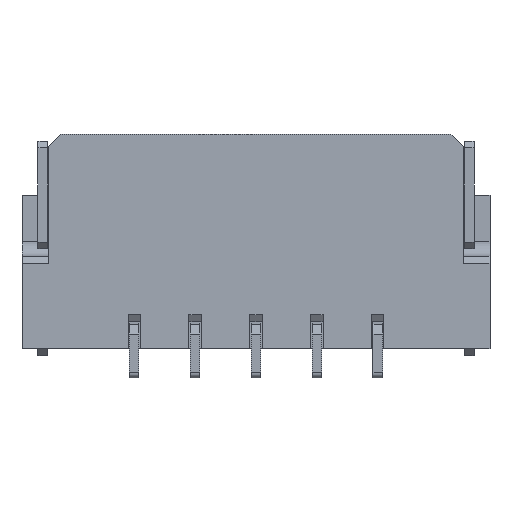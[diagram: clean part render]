
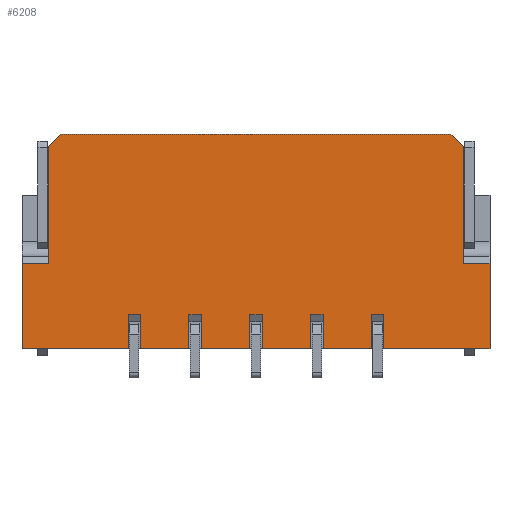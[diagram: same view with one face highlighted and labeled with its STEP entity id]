
A CAD part, front view. The second image highlights one B-rep face of the part: STEP entity #6208.
In plain terms, the highlighted planar face has unit normal (0, -1, 0).
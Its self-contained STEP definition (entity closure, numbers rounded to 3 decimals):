
#13=DIRECTION('',(1.,0.,0.));
#14=VECTOR('',#13,1.);
#15=CARTESIAN_POINT('',(-2.375,-2.725,-2.2));
#16=LINE('',#15,#14);
#29=DIRECTION('',(1.,0.,0.));
#30=VECTOR('',#29,1.);
#31=CARTESIAN_POINT('',(-1.125,-2.725,-2.2));
#32=LINE('',#31,#30);
#45=DIRECTION('',(1.,0.,0.));
#46=VECTOR('',#45,1.);
#47=CARTESIAN_POINT('',(0.125,-2.725,-2.2));
#48=LINE('',#47,#46);
#61=DIRECTION('',(1.,0.,0.));
#62=VECTOR('',#61,1.);
#63=CARTESIAN_POINT('',(1.375,-2.725,-2.2));
#64=LINE('',#63,#62);
#77=DIRECTION('',(1.,0.,0.));
#78=VECTOR('',#77,2.175);
#79=CARTESIAN_POINT('',(2.625,-2.725,-2.2));
#80=LINE('',#79,#78);
#149=DIRECTION('',(1.,0.,0.));
#150=VECTOR('',#149,2.175);
#151=CARTESIAN_POINT('',(-4.8,-2.725,-2.2));
#152=LINE('',#151,#150);
#181=DIRECTION('',(0.,0.,1.));
#182=VECTOR('',#181,0.7);
#183=CARTESIAN_POINT('',(-2.625,-2.725,-2.2));
#184=LINE('',#183,#182);
#185=DIRECTION('',(0.,0.,1.));
#186=VECTOR('',#185,1.75);
#187=CARTESIAN_POINT('',(-4.8,-2.725,-2.2));
#188=LINE('',#187,#186);
#189=DIRECTION('',(1.,0.,0.));
#190=VECTOR('',#189,0.55);
#191=CARTESIAN_POINT('',(-4.8,-2.725,-0.45));
#192=LINE('',#191,#190);
#193=DIRECTION('',(0.,0.,-1.));
#194=VECTOR('',#193,2.4);
#195=CARTESIAN_POINT('',(-4.25,-2.725,1.95));
#196=LINE('',#195,#194);
#197=DIRECTION('',(-0.707,0.,-0.707));
#198=VECTOR('',#197,0.354);
#199=CARTESIAN_POINT('',(-4.,-2.725,2.2));
#200=LINE('',#199,#198);
#201=DIRECTION('',(-0.707,0.,0.707));
#202=VECTOR('',#201,0.354);
#203=CARTESIAN_POINT('',(4.25,-2.725,1.95));
#204=LINE('',#203,#202);
#205=DIRECTION('',(0.,0.,-1.));
#206=VECTOR('',#205,2.4);
#207=CARTESIAN_POINT('',(4.25,-2.725,1.95));
#208=LINE('',#207,#206);
#209=DIRECTION('',(-1.,0.,0.));
#210=VECTOR('',#209,0.55);
#211=CARTESIAN_POINT('',(4.8,-2.725,-0.45));
#212=LINE('',#211,#210);
#213=DIRECTION('',(0.,0.,1.));
#214=VECTOR('',#213,0.7);
#215=CARTESIAN_POINT('',(2.625,-2.725,-2.2));
#216=LINE('',#215,#214);
#217=DIRECTION('',(1.,0.,0.));
#218=VECTOR('',#217,0.25);
#219=CARTESIAN_POINT('',(2.375,-2.725,-1.5));
#220=LINE('',#219,#218);
#221=DIRECTION('',(0.,0.,1.));
#222=VECTOR('',#221,0.7);
#223=CARTESIAN_POINT('',(2.375,-2.725,-2.2));
#224=LINE('',#223,#222);
#225=DIRECTION('',(0.,0.,1.));
#226=VECTOR('',#225,0.7);
#227=CARTESIAN_POINT('',(1.375,-2.725,-2.2));
#228=LINE('',#227,#226);
#229=DIRECTION('',(1.,0.,0.));
#230=VECTOR('',#229,0.25);
#231=CARTESIAN_POINT('',(1.125,-2.725,-1.5));
#232=LINE('',#231,#230);
#233=DIRECTION('',(0.,0.,1.));
#234=VECTOR('',#233,0.7);
#235=CARTESIAN_POINT('',(1.125,-2.725,-2.2));
#236=LINE('',#235,#234);
#237=DIRECTION('',(0.,0.,1.));
#238=VECTOR('',#237,0.7);
#239=CARTESIAN_POINT('',(0.125,-2.725,-2.2));
#240=LINE('',#239,#238);
#241=DIRECTION('',(1.,0.,0.));
#242=VECTOR('',#241,0.25);
#243=CARTESIAN_POINT('',(-0.125,-2.725,-1.5));
#244=LINE('',#243,#242);
#245=DIRECTION('',(0.,0.,1.));
#246=VECTOR('',#245,0.7);
#247=CARTESIAN_POINT('',(-0.125,-2.725,-2.2));
#248=LINE('',#247,#246);
#249=DIRECTION('',(0.,0.,1.));
#250=VECTOR('',#249,0.7);
#251=CARTESIAN_POINT('',(-1.125,-2.725,-2.2));
#252=LINE('',#251,#250);
#253=DIRECTION('',(1.,0.,0.));
#254=VECTOR('',#253,0.25);
#255=CARTESIAN_POINT('',(-1.375,-2.725,-1.5));
#256=LINE('',#255,#254);
#257=DIRECTION('',(0.,0.,1.));
#258=VECTOR('',#257,0.7);
#259=CARTESIAN_POINT('',(-1.375,-2.725,-2.2));
#260=LINE('',#259,#258);
#261=DIRECTION('',(0.,0.,1.));
#262=VECTOR('',#261,0.7);
#263=CARTESIAN_POINT('',(-2.375,-2.725,-2.2));
#264=LINE('',#263,#262);
#265=DIRECTION('',(1.,0.,0.));
#266=VECTOR('',#265,0.25);
#267=CARTESIAN_POINT('',(-2.625,-2.725,-1.5));
#268=LINE('',#267,#266);
#1270=DIRECTION('',(1.,0.,0.));
#1271=VECTOR('',#1270,8.);
#1272=CARTESIAN_POINT('',(-4.,-2.725,2.2));
#1273=LINE('',#1272,#1271);
#1485=DIRECTION('',(0.,0.,1.));
#1486=VECTOR('',#1485,1.75);
#1487=CARTESIAN_POINT('',(4.8,-2.725,-2.2));
#1488=LINE('',#1487,#1486);
#4573=CARTESIAN_POINT('',(4.8,-2.725,-0.45));
#4574=CARTESIAN_POINT('',(4.25,-2.725,-0.45));
#4575=VERTEX_POINT('',#4573);
#4576=VERTEX_POINT('',#4574);
#4593=CARTESIAN_POINT('',(4.8,-2.725,-2.2));
#4594=VERTEX_POINT('',#4593);
#4611=CARTESIAN_POINT('',(-4.8,-2.725,-0.45));
#4612=VERTEX_POINT('',#4611);
#4615=CARTESIAN_POINT('',(-4.25,-2.725,-0.45));
#4616=VERTEX_POINT('',#4615);
#4623=CARTESIAN_POINT('',(-4.8,-2.725,-2.2));
#4624=VERTEX_POINT('',#4623);
#4813=CARTESIAN_POINT('',(4.25,-2.725,1.95));
#4815=VERTEX_POINT('',#4813);
#4817=CARTESIAN_POINT('',(4.,-2.725,2.2));
#4818=VERTEX_POINT('',#4817);
#4825=CARTESIAN_POINT('',(-4.,-2.725,2.2));
#4826=CARTESIAN_POINT('',(-4.25,-2.725,1.95));
#4827=VERTEX_POINT('',#4825);
#4828=VERTEX_POINT('',#4826);
#5171=CARTESIAN_POINT('',(2.375,-2.725,-2.2));
#5173=VERTEX_POINT('',#5171);
#5175=CARTESIAN_POINT('',(2.625,-2.725,-2.2));
#5177=VERTEX_POINT('',#5175);
#5179=CARTESIAN_POINT('',(2.375,-2.725,-1.5));
#5180=VERTEX_POINT('',#5179);
#5181=CARTESIAN_POINT('',(2.625,-2.725,-1.5));
#5182=VERTEX_POINT('',#5181);
#5191=CARTESIAN_POINT('',(1.125,-2.725,-2.2));
#5193=VERTEX_POINT('',#5191);
#5195=CARTESIAN_POINT('',(1.375,-2.725,-2.2));
#5197=VERTEX_POINT('',#5195);
#5199=CARTESIAN_POINT('',(1.125,-2.725,-1.5));
#5200=VERTEX_POINT('',#5199);
#5201=CARTESIAN_POINT('',(1.375,-2.725,-1.5));
#5202=VERTEX_POINT('',#5201);
#5239=CARTESIAN_POINT('',(-0.125,-2.725,-2.2));
#5241=VERTEX_POINT('',#5239);
#5243=CARTESIAN_POINT('',(0.125,-2.725,-2.2));
#5245=VERTEX_POINT('',#5243);
#5247=CARTESIAN_POINT('',(-0.125,-2.725,-1.5));
#5248=VERTEX_POINT('',#5247);
#5249=CARTESIAN_POINT('',(0.125,-2.725,-1.5));
#5250=VERTEX_POINT('',#5249);
#5287=CARTESIAN_POINT('',(-1.375,-2.725,-2.2));
#5289=VERTEX_POINT('',#5287);
#5291=CARTESIAN_POINT('',(-1.125,-2.725,-2.2));
#5293=VERTEX_POINT('',#5291);
#5295=CARTESIAN_POINT('',(-1.375,-2.725,-1.5));
#5296=VERTEX_POINT('',#5295);
#5297=CARTESIAN_POINT('',(-1.125,-2.725,-1.5));
#5298=VERTEX_POINT('',#5297);
#5335=CARTESIAN_POINT('',(-2.625,-2.725,-2.2));
#5337=VERTEX_POINT('',#5335);
#5339=CARTESIAN_POINT('',(-2.375,-2.725,-2.2));
#5341=VERTEX_POINT('',#5339);
#5343=CARTESIAN_POINT('',(-2.625,-2.725,-1.5));
#5344=VERTEX_POINT('',#5343);
#5345=CARTESIAN_POINT('',(-2.375,-2.725,-1.5));
#5346=VERTEX_POINT('',#5345);
#6148=CARTESIAN_POINT('',(-4.8,-2.725,-2.2));
#6149=DIRECTION('',(0.,-1.,0.));
#6150=DIRECTION('',(1.,0.,0.));
#6151=AXIS2_PLACEMENT_3D('',#6148,#6149,#6150);
#6152=PLANE('',#6151);
#6153=ORIENTED_EDGE('',*,*,#6105,.F.);
#6154=ORIENTED_EDGE('',*,*,#6094,.F.);
#6156=ORIENTED_EDGE('',*,*,#6155,.T.);
#6158=ORIENTED_EDGE('',*,*,#6157,.T.);
#6160=ORIENTED_EDGE('',*,*,#6159,.F.);
#6162=ORIENTED_EDGE('',*,*,#6161,.F.);
#6164=ORIENTED_EDGE('',*,*,#6163,.T.);
#6166=ORIENTED_EDGE('',*,*,#6165,.F.);
#6168=ORIENTED_EDGE('',*,*,#6167,.T.);
#6170=ORIENTED_EDGE('',*,*,#6169,.F.);
#6172=ORIENTED_EDGE('',*,*,#6171,.F.);
#6173=ORIENTED_EDGE('',*,*,#6054,.F.);
#6175=ORIENTED_EDGE('',*,*,#6174,.T.);
#6177=ORIENTED_EDGE('',*,*,#6176,.F.);
#6179=ORIENTED_EDGE('',*,*,#6178,.F.);
#6180=ORIENTED_EDGE('',*,*,#6046,.F.);
#6182=ORIENTED_EDGE('',*,*,#6181,.T.);
#6184=ORIENTED_EDGE('',*,*,#6183,.F.);
#6186=ORIENTED_EDGE('',*,*,#6185,.F.);
#6187=ORIENTED_EDGE('',*,*,#6038,.F.);
#6189=ORIENTED_EDGE('',*,*,#6188,.T.);
#6191=ORIENTED_EDGE('',*,*,#6190,.F.);
#6193=ORIENTED_EDGE('',*,*,#6192,.F.);
#6194=ORIENTED_EDGE('',*,*,#6030,.F.);
#6196=ORIENTED_EDGE('',*,*,#6195,.T.);
#6198=ORIENTED_EDGE('',*,*,#6197,.F.);
#6200=ORIENTED_EDGE('',*,*,#6199,.F.);
#6201=ORIENTED_EDGE('',*,*,#6022,.F.);
#6203=ORIENTED_EDGE('',*,*,#6202,.T.);
#6205=ORIENTED_EDGE('',*,*,#6204,.F.);
#6206=EDGE_LOOP('',(#6153,#6154,#6156,#6158,#6160,#6162,#6164,#6166,#6168,#6170,
#6172,#6173,#6175,#6177,#6179,#6180,#6182,#6184,#6186,#6187,#6189,#6191,#6193,
#6194,#6196,#6198,#6200,#6201,#6203,#6205));
#6207=FACE_OUTER_BOUND('',#6206,.F.);
#6208=ADVANCED_FACE('',(#6207),#6152,.T.);
#6022=EDGE_CURVE('',#5341,#5289,#16,.T.);
#6030=EDGE_CURVE('',#5293,#5241,#32,.T.);
#6038=EDGE_CURVE('',#5245,#5193,#48,.T.);
#6046=EDGE_CURVE('',#5197,#5173,#64,.T.);
#6054=EDGE_CURVE('',#5177,#4594,#80,.T.);
#6094=EDGE_CURVE('',#4624,#5337,#152,.T.);
#6105=EDGE_CURVE('',#5337,#5344,#184,.T.);
#6155=EDGE_CURVE('',#4624,#4612,#188,.T.);
#6157=EDGE_CURVE('',#4612,#4616,#192,.T.);
#6159=EDGE_CURVE('',#4828,#4616,#196,.T.);
#6161=EDGE_CURVE('',#4827,#4828,#200,.T.);
#6163=EDGE_CURVE('',#4827,#4818,#1273,.T.);
#6165=EDGE_CURVE('',#4815,#4818,#204,.T.);
#6167=EDGE_CURVE('',#4815,#4576,#208,.T.);
#6169=EDGE_CURVE('',#4575,#4576,#212,.T.);
#6171=EDGE_CURVE('',#4594,#4575,#1488,.T.);
#6174=EDGE_CURVE('',#5177,#5182,#216,.T.);
#6176=EDGE_CURVE('',#5180,#5182,#220,.T.);
#6178=EDGE_CURVE('',#5173,#5180,#224,.T.);
#6181=EDGE_CURVE('',#5197,#5202,#228,.T.);
#6183=EDGE_CURVE('',#5200,#5202,#232,.T.);
#6185=EDGE_CURVE('',#5193,#5200,#236,.T.);
#6188=EDGE_CURVE('',#5245,#5250,#240,.T.);
#6190=EDGE_CURVE('',#5248,#5250,#244,.T.);
#6192=EDGE_CURVE('',#5241,#5248,#248,.T.);
#6195=EDGE_CURVE('',#5293,#5298,#252,.T.);
#6197=EDGE_CURVE('',#5296,#5298,#256,.T.);
#6199=EDGE_CURVE('',#5289,#5296,#260,.T.);
#6202=EDGE_CURVE('',#5341,#5346,#264,.T.);
#6204=EDGE_CURVE('',#5344,#5346,#268,.T.);
